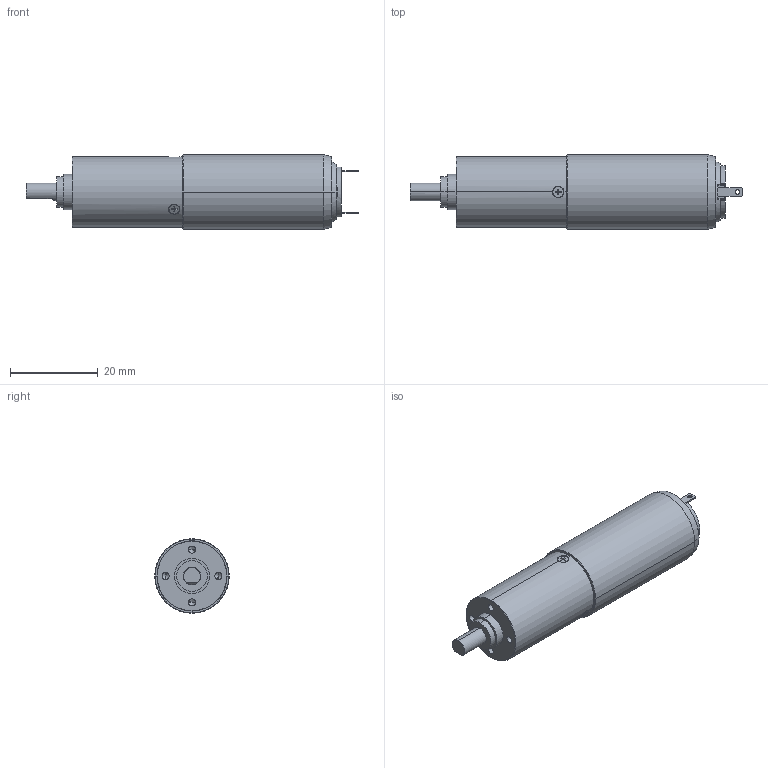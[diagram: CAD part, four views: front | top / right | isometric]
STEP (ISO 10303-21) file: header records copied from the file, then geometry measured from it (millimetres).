
FILE_DESCRIPTION((''),'2;1');
FILE_NAME('4696320000878_SW0001','2023-05-05T13:33:56',('BU5.RD'),(''),'CREO PARAMETRIC BY PTC INC, 2018100','CREO PARAMETRIC BY PTC INC, 2018100','');
FILE_SCHEMA(('CONFIG_CONTROL_DESIGN'));
Length unit declared in the file: millimetre
Products named in the file (1): 4696320000878_SW0001
Bounding box: 75.7 x 17 x 17 mm (x, y, z)
Volume: 13228.7 mm3; surface area: 3900.7 mm2
Topology: 1 solids, 1 shells, 255 faces, 669 edges, 428 vertices
Faces by surface type: plane 119, cylinder 95, cone 37, torus 4
Entity records: 8410 total; most frequent: CARTESIAN_POINT 2110, ORIENTED_EDGE 1322, DIRECTION 1278, EDGE_CURVE 661, AXIS2_PLACEMENT_3D 442, VERTEX_POINT 428, VECTOR 394, LINE 394
